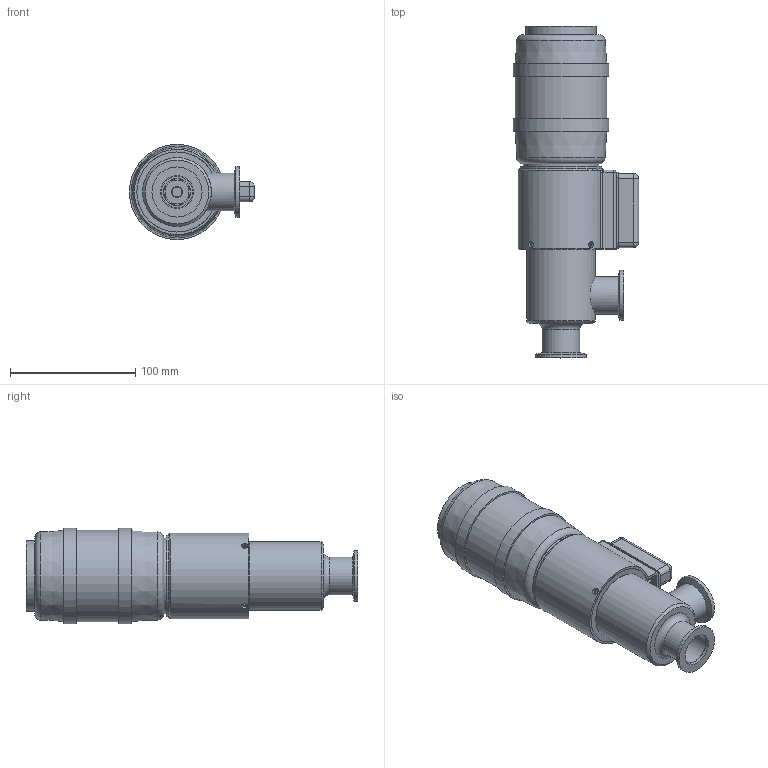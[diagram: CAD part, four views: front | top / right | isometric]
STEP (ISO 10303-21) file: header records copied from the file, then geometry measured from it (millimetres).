
FILE_DESCRIPTION(('STEP AP242'), '1');
FILE_NAME('櫻蠉錪', '', ('UNSPECIFIED'), ('UNSPECIFIED'), 'C3D Converter', 'C3D Toolkit', '');
FILE_SCHEMA(('AP242_MANAGED_MODEL_BASED_3D_ENGINEERING_MIM_LF { 1 0 10303 442 1 1 4 }'));
Length unit declared in the file: millimetre
Bounding box: 100 x 265 x 76 mm (x, y, z)
Surface area: 105289.4 mm2 (no closed solid volume)
Topology: 0 solids, 13 shells, 126 faces, 338 edges, 219 vertices
Faces by surface type: cylinder 58, plane 42, cone 12, torus 6, sphere 6, bspline 2
Full cylindrical faces by diameter (mm): 3.242 x4, 5 x4, 8 x1, 19 x1, 25 x2, 26.2 x2, 30 x3, 40 x2, 48 x1, 50 x2, 55 x1, 56 x1, 60 x1, 64 x1, 65 x1, 73 x1, 76 x2
Entity records: 6673 total; most frequent: CARTESIAN_POINT 2653, DIRECTION 638, ORIENTED_EDGE 462, EDGE_CURVE 282, AXIS2_PLACEMENT_3D 265, VERTEX_POINT 218, EDGE_LOOP 205, CIRCLE 140
